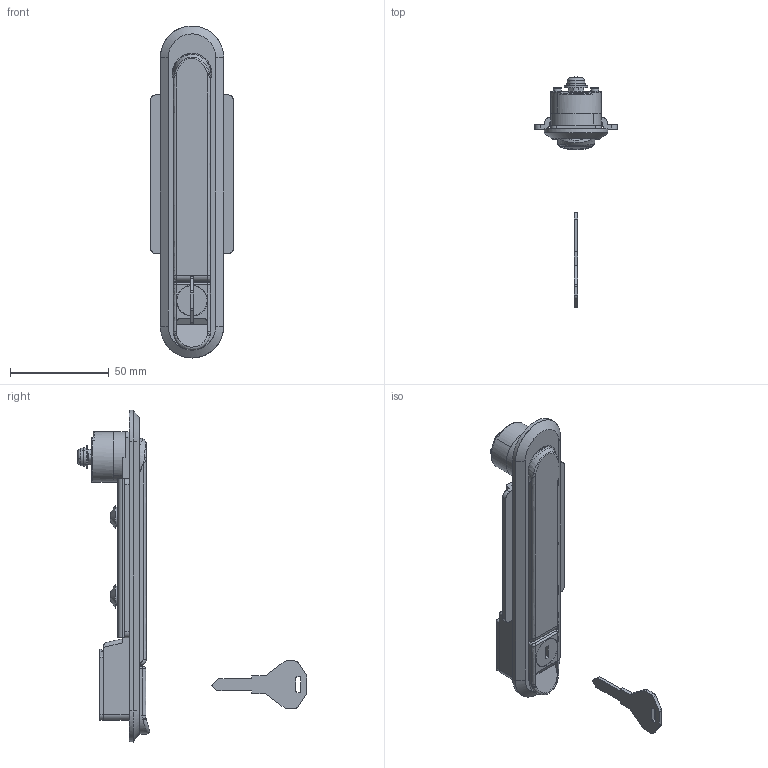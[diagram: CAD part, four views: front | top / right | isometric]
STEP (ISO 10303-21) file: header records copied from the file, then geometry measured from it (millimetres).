
FILE_DESCRIPTION((''),'2;1');
FILE_NAME('','2009-08-04T14:36:07',(''),(''),'','CADfix','');
FILE_SCHEMA(('AUTOMOTIVE_DESIGN { 1 0 10303 214 1 1 1 1 }'));
Length unit declared in the file: millimetre
Bounding box: 42 x 116.23 x 168 mm (x, y, z)
Volume: 61407.8 mm3; surface area: 44278.4 mm2
Topology: 11 solids, 11 shells, 459 faces, 1407 edges, 993 vertices
Faces by surface type: bspline 459
Entity records: 21032 total; most frequent: CARTESIAN_POINT 11264, ORIENTED_EDGE 2806, EDGE_CURVE 1403, STYLED_ITEM 1210, VERTEX_POINT 993, QUASI_UNIFORM_CURVE 737, B_SPLINE_CURVE_WITH_KNOTS 653, EDGE_LOOP 496
